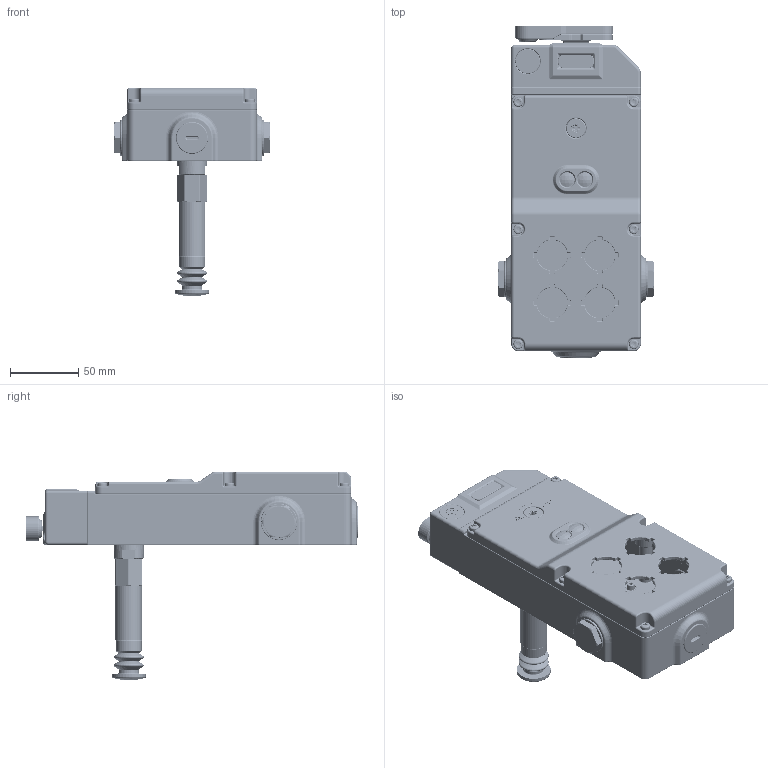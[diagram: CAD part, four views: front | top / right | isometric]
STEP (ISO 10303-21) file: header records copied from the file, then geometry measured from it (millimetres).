
FILE_DESCRIPTION (( 'STEP AP203' ), '1' );
FILE_NAME ('526002 UGB4-KLTM-RFID-RR Manual Override.STEP', '2023-02-17T14:24:08', ( '' ), ( '' ), 'SwSTEP 2.0', 'SolidWorks 2021', '' );
FILE_SCHEMA (( 'CONFIG_CONTROL_DESIGN' ));
Products named in the file (1): 526002 UGB4-KLTM-RFID-RR Manual Override
Bounding box: 115 x 244 x 153.6 mm (x, y, z)
Volume: 334579.6 mm3; surface area: 212016.4 mm2
Topology: 34 solids, 34 shells, 5492 faces, 12954 edges, 7401 vertices
Faces by surface type: cylinder 2197, plane 1266, torus 1099, bspline 370, cone 370, sphere 190
Entity records: 167113 total; most frequent: CARTESIAN_POINT 42560, DIRECTION 27993, ORIENTED_EDGE 25320, EDGE_CURVE 12660, AXIS2_PLACEMENT_3D 11531, VERTEX_POINT 7389, CIRCLE 6408, EDGE_LOOP 5747
